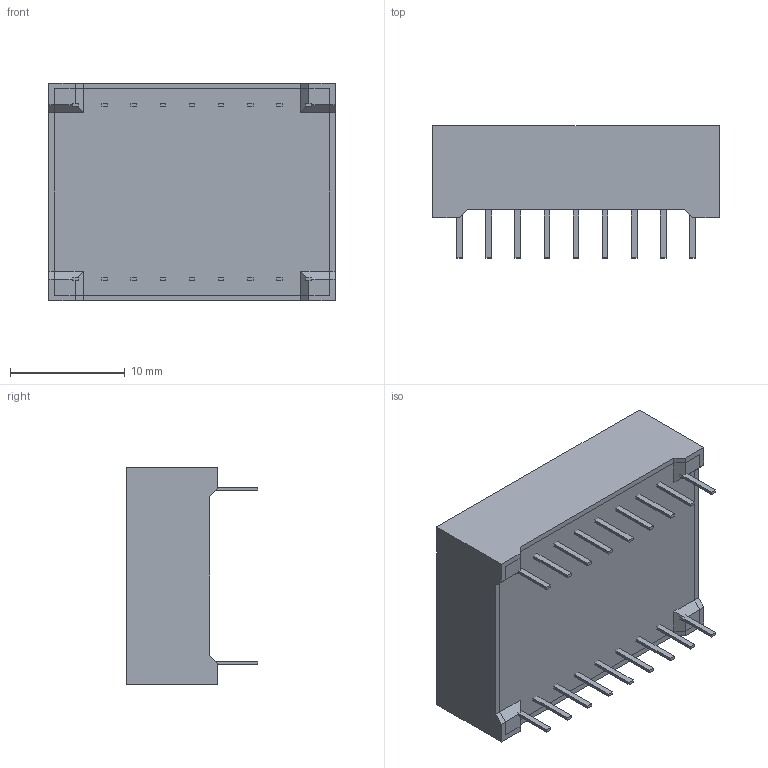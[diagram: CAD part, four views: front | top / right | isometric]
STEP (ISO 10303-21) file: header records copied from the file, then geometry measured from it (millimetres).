
FILE_DESCRIPTION(('STEP AP214'),'1');
FILE_NAME(' ',' ',('TraceParts'),('TraceParts S.A.'),'XStep 1.0',' ',' ');
FILE_SCHEMA(('automotive_design'));
Length unit declared in the file: millimetre
Products named in the file (20): NONE
Bounding box: 25 x 11.5 x 19 mm (x, y, z)
Volume: 3494.7 mm3; surface area: 3758.6 mm2
Topology: 20 solids, 20 shells, 344 faces, 864 edges, 576 vertices
Faces by surface type: plane 336, cylinder 8
Entity records: 20562 total; most frequent: STYLED_ITEM 1804, PRESENTATION_STYLE_ASSIGNMENT 1804, CARTESIAN_POINT 1804, COLOUR_RGB 1804, ORIENTED_EDGE 1728, DIRECTION 1608, EDGE_CURVE 864, CURVE_STYLE 864
